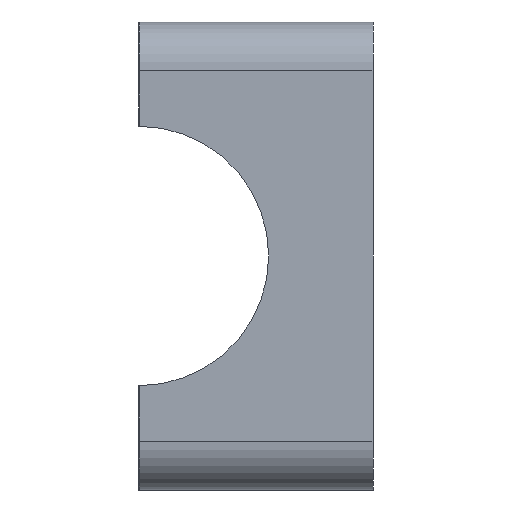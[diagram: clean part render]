
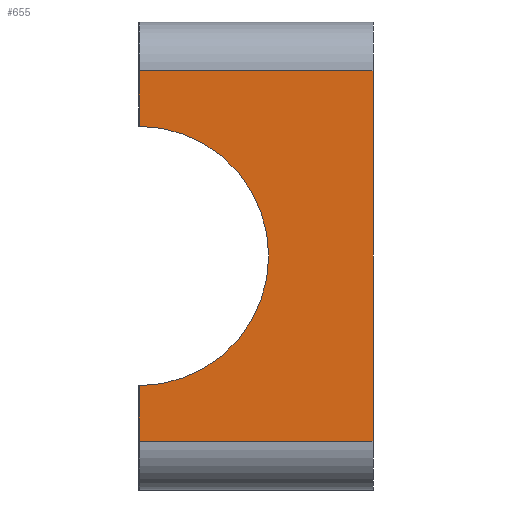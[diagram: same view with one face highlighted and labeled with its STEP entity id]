
A CAD part, front view. The second image highlights one B-rep face of the part: STEP entity #655.
In plain terms, the highlighted planar face has unit normal (0, -1, 0).
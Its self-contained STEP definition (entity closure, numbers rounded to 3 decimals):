
#201 = EDGE_CURVE('',#202,#204,#206,.T.);
#202 = VERTEX_POINT('',#203);
#203 = CARTESIAN_POINT('',(12.,-33.,-9.5));
#204 = VERTEX_POINT('',#205);
#205 = CARTESIAN_POINT('',(12.,-33.,9.5));
#206 = LINE('',#207,#208);
#207 = CARTESIAN_POINT('',(12.,-33.,-12.));
#208 = VECTOR('',#209,1.);
#209 = DIRECTION('',(0.,0.,1.));
#305 = VERTEX_POINT('',#306);
#306 = CARTESIAN_POINT('',(0.,-33.,9.5));
#313 = EDGE_CURVE('',#305,#204,#314,.T.);
#314 = LINE('',#315,#316);
#315 = CARTESIAN_POINT('',(-12.,-33.,9.5));
#316 = VECTOR('',#317,1.);
#317 = DIRECTION('',(1.,0.,0.));
#330 = EDGE_CURVE('',#305,#331,#333,.T.);
#331 = VERTEX_POINT('',#332);
#332 = CARTESIAN_POINT('',(0.,-33.,6.65));
#333 = LINE('',#334,#335);
#334 = CARTESIAN_POINT('',(0.,-33.,12.));
#335 = VECTOR('',#336,1.);
#336 = DIRECTION('',(0.,0.,-1.));
#655 = ADVANCED_FACE('',(#656),#693,.F.);
#656 = FACE_BOUND('',#657,.F.);
#657 = EDGE_LOOP('',(#658,#659,#667,#675,#684,#691,#692));
#658 = ORIENTED_EDGE('',*,*,#201,.F.);
#659 = ORIENTED_EDGE('',*,*,#660,.F.);
#660 = EDGE_CURVE('',#661,#202,#663,.T.);
#661 = VERTEX_POINT('',#662);
#662 = CARTESIAN_POINT('',(0.,-33.,-9.5));
#663 = LINE('',#664,#665);
#664 = CARTESIAN_POINT('',(-12.,-33.,-9.5));
#665 = VECTOR('',#666,1.);
#666 = DIRECTION('',(1.,0.,0.));
#667 = ORIENTED_EDGE('',*,*,#668,.F.);
#668 = EDGE_CURVE('',#669,#661,#671,.T.);
#669 = VERTEX_POINT('',#670);
#670 = CARTESIAN_POINT('',(0.,-33.,-6.65));
#671 = LINE('',#672,#673);
#672 = CARTESIAN_POINT('',(0.,-33.,12.));
#673 = VECTOR('',#674,1.);
#674 = DIRECTION('',(0.,0.,-1.));
#675 = ORIENTED_EDGE('',*,*,#676,.T.);
#676 = EDGE_CURVE('',#669,#677,#679,.T.);
#677 = VERTEX_POINT('',#678);
#678 = CARTESIAN_POINT('',(6.65,-33.,0.));
#679 = CIRCLE('',#680,6.65);
#680 = AXIS2_PLACEMENT_3D('',#681,#682,#683);
#681 = CARTESIAN_POINT('',(0.,-33.,0.));
#682 = DIRECTION('',(0.,-1.,0.));
#683 = DIRECTION('',(1.,0.,0.));
#684 = ORIENTED_EDGE('',*,*,#685,.T.);
#685 = EDGE_CURVE('',#677,#331,#686,.T.);
#686 = CIRCLE('',#687,6.65);
#687 = AXIS2_PLACEMENT_3D('',#688,#689,#690);
#688 = CARTESIAN_POINT('',(0.,-33.,0.));
#689 = DIRECTION('',(0.,-1.,0.));
#690 = DIRECTION('',(1.,0.,0.));
#691 = ORIENTED_EDGE('',*,*,#330,.F.);
#692 = ORIENTED_EDGE('',*,*,#313,.T.);
#693 = PLANE('',#694);
#694 = AXIS2_PLACEMENT_3D('',#695,#696,#697);
#695 = CARTESIAN_POINT('',(-12.,-33.,-12.));
#696 = DIRECTION('',(0.,1.,0.));
#697 = DIRECTION('',(1.,0.,0.));
